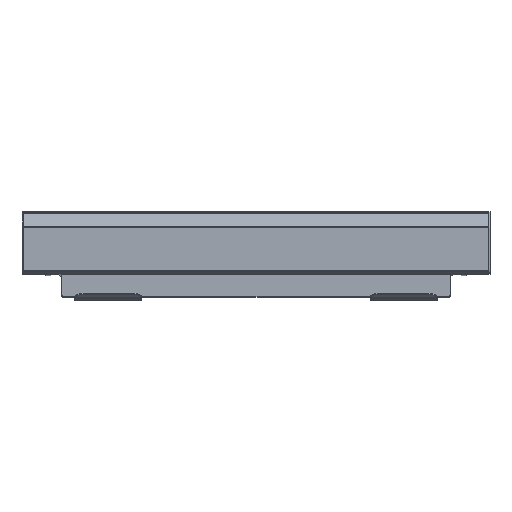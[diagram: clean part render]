
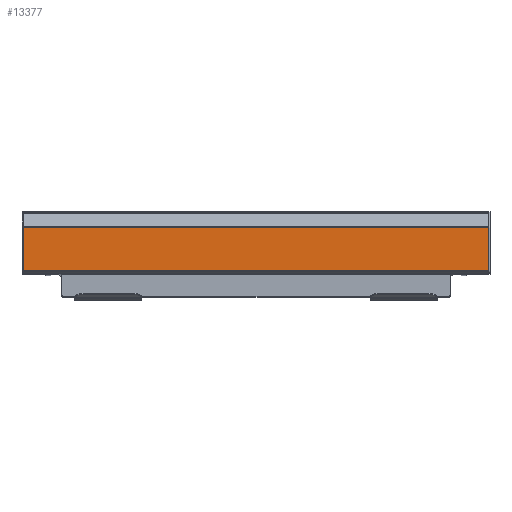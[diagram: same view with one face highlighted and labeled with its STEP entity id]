
A CAD part, top view. The second image highlights one B-rep face of the part: STEP entity #13377.
In plain terms, the highlighted planar face has unit normal (0, 0, 1).
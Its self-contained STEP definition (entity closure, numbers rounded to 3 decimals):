
#63 = DIRECTION ( 'NONE',  ( 1., 0., 0. ) ) ;
#208 = VERTEX_POINT ( 'NONE', #14362 ) ;
#1056 = CARTESIAN_POINT ( 'NONE',  ( -277.5, -69.906, 443. ) ) ;
#1391 = EDGE_CURVE ( 'NONE', #14381, #12822, #4693, .T. ) ;
#1573 = VERTEX_POINT ( 'NONE', #9923 ) ;
#2362 = CARTESIAN_POINT ( 'NONE',  ( -277.5, -19.054, 443. ) ) ;
#2443 = PLANE ( 'NONE',  #10604 ) ;
#2886 = EDGE_LOOP ( 'NONE', ( #11789, #5415, #6664, #8707 ) ) ;
#3350 = LINE ( 'NONE', #3577, #11800 ) ;
#3416 = DIRECTION ( 'NONE',  ( 1., 0., 0. ) ) ;
#3577 = CARTESIAN_POINT ( 'NONE',  ( -277.5, -19.054, 443. ) ) ;
#4094 = EDGE_CURVE ( 'NONE', #208, #12822, #11918, .T. ) ;
#4400 = EDGE_CURVE ( 'NONE', #1573, #14381, #9217, .T. ) ;
#4693 = LINE ( 'NONE', #8198, #7199 ) ;
#5409 = VECTOR ( 'NONE', #3416, 1000. ) ;
#5415 = ORIENTED_EDGE ( 'NONE', *, *, #1391, .F. ) ;
#5892 = DIRECTION ( 'NONE',  ( 1., 0., 0. ) ) ;
#6664 = ORIENTED_EDGE ( 'NONE', *, *, #4400, .F. ) ;
#7067 = CARTESIAN_POINT ( 'NONE',  ( -277.5, -19.054, 443. ) ) ;
#7199 = VECTOR ( 'NONE', #14210, 1000. ) ;
#8155 = FACE_OUTER_BOUND ( 'NONE', #2886, .T. ) ;
#8189 = VECTOR ( 'NONE', #5892, 1000. ) ;
#8198 = CARTESIAN_POINT ( 'NONE',  ( 277.5, -19.054, 443. ) ) ;
#8707 = ORIENTED_EDGE ( 'NONE', *, *, #9735, .T. ) ;
#9217 = LINE ( 'NONE', #7067, #5409 ) ;
#9735 = EDGE_CURVE ( 'NONE', #1573, #208, #3350, .T. ) ;
#9923 = CARTESIAN_POINT ( 'NONE',  ( -277.5, -19.054, 443. ) ) ;
#10604 = AXIS2_PLACEMENT_3D ( 'NONE', #2362, #10834, #63 ) ;
#10834 = DIRECTION ( 'NONE',  ( 0., 0., 1. ) ) ;
#11789 = ORIENTED_EDGE ( 'NONE', *, *, #4094, .T. ) ;
#11800 = VECTOR ( 'NONE', #13021, 1000. ) ;
#11918 = LINE ( 'NONE', #1056, #8189 ) ;
#12822 = VERTEX_POINT ( 'NONE', #13818 ) ;
#13021 = DIRECTION ( 'NONE',  ( 0., -1., 0. ) ) ;
#13377 = ADVANCED_FACE ( 'NONE', ( #8155 ), #2443, .T. ) ;
#13781 = CARTESIAN_POINT ( 'NONE',  ( 277.5, -19.054, 443. ) ) ;
#13818 = CARTESIAN_POINT ( 'NONE',  ( 277.5, -69.906, 443. ) ) ;
#14210 = DIRECTION ( 'NONE',  ( 0., -1., 0. ) ) ;
#14362 = CARTESIAN_POINT ( 'NONE',  ( -277.5, -69.906, 443. ) ) ;
#14381 = VERTEX_POINT ( 'NONE', #13781 ) ;
